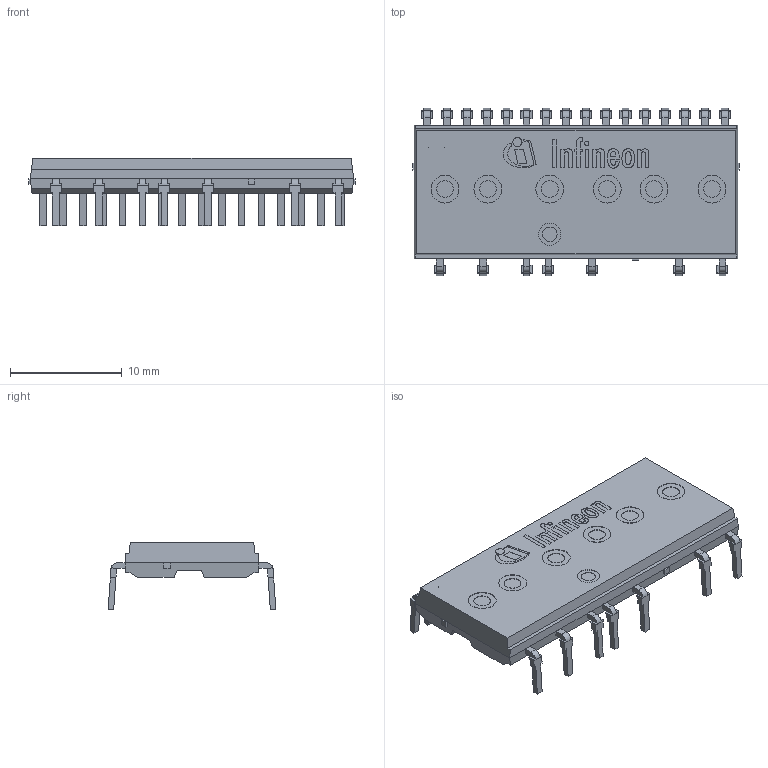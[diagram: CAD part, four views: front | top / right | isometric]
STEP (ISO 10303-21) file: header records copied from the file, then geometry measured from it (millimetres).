
FILE_DESCRIPTION(/* description */ (''),/* implementation_level */ '2;1');
FILE_NAME(/* name */ 'PG-DIP-23-900.stp',/* time_stamp */ '2018-05-19T15:56:10+08:00',/* author */ ('mdsaid'),/* organization */ (''),/* preprocessor_version */ 'ST-DEVELOPER v16.13',/* originating_system */ 'Autodesk Inventor 2018',/* authorisation */ '');
FILE_SCHEMA (('AUTOMOTIVE_DESIGN { 1 0 10303 214 3 1 1 }'));
Length unit declared in the file: millimetre
Products named in the file (7): PG-DIP-23-900; PG-DIP-23-900_LOWER_MOLD; PG-DIP-23-900_UPPER_MOLD; PG-DIP-23-900_EXPOSED_LEAD_2; PG-DIP-23-900_EXPOSED_LEAD_1; PG-DIP-23-900_TIE_BAR; PG-DIP-23-900_LOGO
Assembly tree (29 placements, depth 2):
  PG-DIP-23-900
    PG-DIP-23-900_LOWER_MOLD
    PG-DIP-23-900_UPPER_MOLD
    PG-DIP-23-900_EXPOSED_LEAD_1  x21
    PG-DIP-23-900_EXPOSED_LEAD_2  x2
    PG-DIP-23-900_TIE_BAR  x3
    PG-DIP-23-900_LOGO
Bounding box: 29.3 x 15.05 x 6.08 mm (x, y, z)
Volume: 1033.5 mm3; surface area: 1943.9 mm2
Topology: 40 solids, 40 shells, 703 faces, 1778 edges, 1170 vertices
Faces by surface type: plane 505, cylinder 198
Full cylindrical faces by diameter (mm): 0.401 x1, 0.831 x1, 1.3 x1, 1.5 x7, 2 x1, 2.5 x6
Entity records: 9867 total; most frequent: DIRECTION 1785, CARTESIAN_POINT 1644, ORIENTED_EDGE 1542, EDGE_CURVE 771, AXIS2_PLACEMENT_3D 665, VERTEX_POINT 524, LINE 455, VECTOR 455
